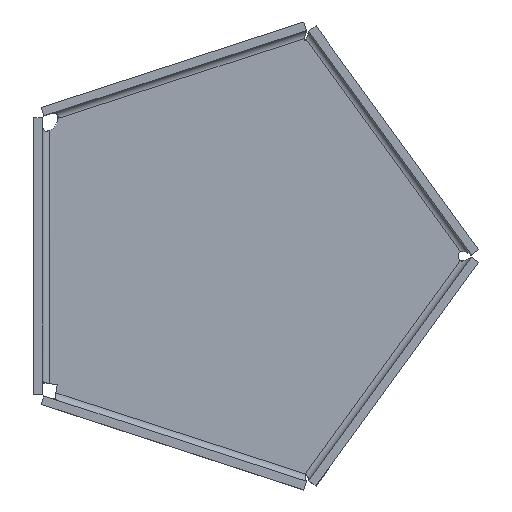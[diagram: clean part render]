
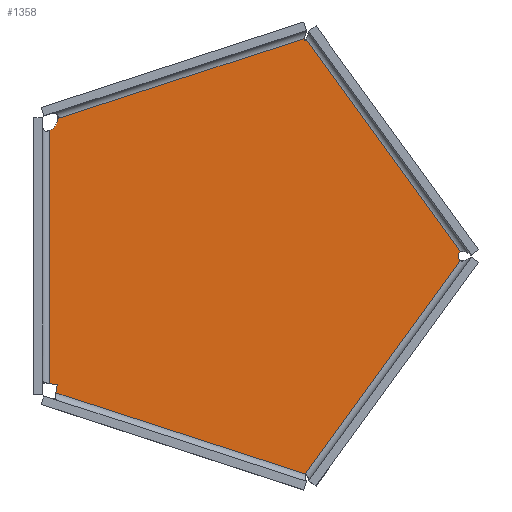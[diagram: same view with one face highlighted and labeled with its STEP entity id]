
A CAD part, top view. The second image highlights one B-rep face of the part: STEP entity #1358.
In plain terms, the highlighted planar face has unit normal (0, 0, 1).
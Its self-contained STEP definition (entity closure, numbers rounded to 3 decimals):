
#9 = AXIS2_PLACEMENT_3D ( 'NONE', #360, #523, #877 ) ;
#46 = CIRCLE ( 'NONE', #249, 6. ) ;
#48 = LINE ( 'NONE', #715, #1334 ) ;
#70 = EDGE_CURVE ( 'NONE', #207, #1414, #1152, .T. ) ;
#78 = VECTOR ( 'NONE', #1332, 1000. ) ;
#84 = EDGE_CURVE ( 'NONE', #244, #207, #813, .T. ) ;
#138 = ORIENTED_EDGE ( 'NONE', *, *, #713, .T. ) ;
#159 = ORIENTED_EDGE ( 'NONE', *, *, #84, .T. ) ;
#169 = ORIENTED_EDGE ( 'NONE', *, *, #70, .T. ) ;
#181 = VECTOR ( 'NONE', #623, 1000. ) ;
#204 = CARTESIAN_POINT ( 'NONE',  ( -82.583, -56.84, 0. ) ) ;
#207 = VERTEX_POINT ( 'NONE', #204 ) ;
#244 = VERTEX_POINT ( 'NONE', #261 ) ;
#249 = AXIS2_PLACEMENT_3D ( 'NONE', #632, #1942, #789 ) ;
#260 = CARTESIAN_POINT ( 'NONE',  ( 99.578, 0., 0. ) ) ;
#261 = CARTESIAN_POINT ( 'NONE',  ( -82.583, 55.96, 0. ) ) ;
#302 = ORIENTED_EDGE ( 'NONE', *, *, #938, .T. ) ;
#324 = CIRCLE ( 'NONE', #9, 2.5 ) ;
#340 = ORIENTED_EDGE ( 'NONE', *, *, #1199, .T. ) ;
#360 = CARTESIAN_POINT ( 'NONE',  ( 102.078, 0., 0. ) ) ;
#365 = VECTOR ( 'NONE', #1685, 1000. ) ;
#377 = VERTEX_POINT ( 'NONE', #980 ) ;
#400 = CIRCLE ( 'NONE', #503, 0.5 ) ;
#401 = ORIENTED_EDGE ( 'NONE', *, *, #947, .T. ) ;
#410 = ORIENTED_EDGE ( 'NONE', *, *, #1280, .T. ) ;
#428 = AXIS2_PLACEMENT_3D ( 'NONE', #1124, #1608, #1934 ) ;
#443 = CARTESIAN_POINT ( 'NONE',  ( -79.577, -60.977, 0. ) ) ;
#459 = EDGE_CURVE ( 'NONE', #1660, #1322, #324, .T. ) ;
#466 = VECTOR ( 'NONE', #1568, 1000. ) ;
#467 = DIRECTION ( 'NONE',  ( 0., 0., 1. ) ) ;
#503 = AXIS2_PLACEMENT_3D ( 'NONE', #744, #2065, #907 ) ;
#506 = CARTESIAN_POINT ( 'NONE',  ( 31.907, 96.582, 0. ) ) ;
#523 = DIRECTION ( 'NONE',  ( 0., 0., -1. ) ) ;
#577 = CARTESIAN_POINT ( 'NONE',  ( -82.583, -60., 0. ) ) ;
#623 = DIRECTION ( 'NONE',  ( -0.951, -0.309, 0. ) ) ;
#632 = CARTESIAN_POINT ( 'NONE',  ( -84.732, 61.562, 0. ) ) ;
#642 = VERTEX_POINT ( 'NONE', #933 ) ;
#687 = VERTEX_POINT ( 'NONE', #747 ) ;
#713 = EDGE_CURVE ( 'NONE', #763, #244, #46, .T. ) ;
#714 = VERTEX_POINT ( 'NONE', #1773 ) ;
#715 = CARTESIAN_POINT ( 'NONE',  ( 31.544, -97.082, 0. ) ) ;
#744 = CARTESIAN_POINT ( 'NONE',  ( 31.432, 96.737, 0. ) ) ;
#747 = CARTESIAN_POINT ( 'NONE',  ( 100.609, 2.023, 0. ) ) ;
#763 = VERTEX_POINT ( 'NONE', #1620 ) ;
#789 = DIRECTION ( 'NONE',  ( -1., 0., 0. ) ) ;
#813 = LINE ( 'NONE', #1300, #2100 ) ;
#856 = AXIS2_PLACEMENT_3D ( 'NONE', #1158, #467, #1829 ) ;
#877 = DIRECTION ( 'NONE',  ( -1., 0., 0. ) ) ;
#907 = DIRECTION ( 'NONE',  ( -1., 0., 0. ) ) ;
#933 = CARTESIAN_POINT ( 'NONE',  ( 30.932, 96.737, 0. ) ) ;
#938 = EDGE_CURVE ( 'NONE', #1414, #1320, #1882, .T. ) ;
#946 = EDGE_CURVE ( 'NONE', #1320, #377, #2083, .T. ) ;
#947 = EDGE_CURVE ( 'NONE', #642, #714, #400, .T. ) ;
#965 = CARTESIAN_POINT ( 'NONE',  ( 100.609, -2.023, 0. ) ) ;
#980 = CARTESIAN_POINT ( 'NONE',  ( 31.544, -97.082, 0. ) ) ;
#1003 = ORIENTED_EDGE ( 'NONE', *, *, #1266, .T. ) ;
#1031 = CARTESIAN_POINT ( 'NONE',  ( 102.078, 0., 0. ) ) ;
#1032 = CIRCLE ( 'NONE', #428, 2.5 ) ;
#1071 = ORIENTED_EDGE ( 'NONE', *, *, #1229, .T. ) ;
#1087 = LINE ( 'NONE', #1955, #181 ) ;
#1101 = CARTESIAN_POINT ( 'NONE',  ( -68.208, 10.803, 0. ) ) ;
#1124 = CARTESIAN_POINT ( 'NONE',  ( 102.078, 0., 0. ) ) ;
#1142 = CARTESIAN_POINT ( 'NONE',  ( -10.803, -68.208, 0. ) ) ;
#1151 = VERTEX_POINT ( 'NONE', #506 ) ;
#1152 = LINE ( 'NONE', #1142, #78 ) ;
#1158 = CARTESIAN_POINT ( 'NONE',  ( 0., 0., 0. ) ) ;
#1170 = FACE_OUTER_BOUND ( 'NONE', #1201, .T. ) ;
#1199 = EDGE_CURVE ( 'NONE', #687, #1151, #1537, .T. ) ;
#1201 = EDGE_LOOP ( 'NONE', ( #340, #1071, #401, #1003, #138, #159, #169, #302, #1811, #1730, #1856, #410 ) ) ;
#1229 = EDGE_CURVE ( 'NONE', #1151, #642, #1756, .T. ) ;
#1266 = EDGE_CURVE ( 'NONE', #714, #763, #1087, .T. ) ;
#1280 = EDGE_CURVE ( 'NONE', #1322, #687, #1032, .T. ) ;
#1300 = CARTESIAN_POINT ( 'NONE',  ( -82.583, 60., 0. ) ) ;
#1320 = VERTEX_POINT ( 'NONE', #443 ) ;
#1322 = VERTEX_POINT ( 'NONE', #260 ) ;
#1332 = DIRECTION ( 'NONE',  ( 0.988, -0.156, 0. ) ) ;
#1334 = VECTOR ( 'NONE', #1721, 1000. ) ;
#1341 = VECTOR ( 'NONE', #1762, 1000. ) ;
#1358 = ADVANCED_FACE ( 'NONE', ( #1170 ), #1966, .T. ) ;
#1414 = VERTEX_POINT ( 'NONE', #1480 ) ;
#1419 = CARTESIAN_POINT ( 'NONE',  ( 31.432, 96.737, 0. ) ) ;
#1449 = DIRECTION ( 'NONE',  ( -1., 0., 0. ) ) ;
#1480 = CARTESIAN_POINT ( 'NONE',  ( -79.012, -57.405, 0. ) ) ;
#1507 = DIRECTION ( 'NONE',  ( 0., -1., 0. ) ) ;
#1537 = LINE ( 'NONE', #1031, #365 ) ;
#1568 = DIRECTION ( 'NONE',  ( -0.156, -0.988, 0. ) ) ;
#1608 = DIRECTION ( 'NONE',  ( 0., 0., -1. ) ) ;
#1620 = CARTESIAN_POINT ( 'NONE',  ( -78.74, 61.248, 0. ) ) ;
#1660 = VERTEX_POINT ( 'NONE', #965 ) ;
#1685 = DIRECTION ( 'NONE',  ( -0.588, 0.809, 0. ) ) ;
#1721 = DIRECTION ( 'NONE',  ( 0.588, 0.809, 0. ) ) ;
#1730 = ORIENTED_EDGE ( 'NONE', *, *, #1849, .T. ) ;
#1756 = CIRCLE ( 'NONE', #1857, 0.5 ) ;
#1762 = DIRECTION ( 'NONE',  ( 0.951, -0.309, 0. ) ) ;
#1773 = CARTESIAN_POINT ( 'NONE',  ( 30.956, 96.891, 0. ) ) ;
#1811 = ORIENTED_EDGE ( 'NONE', *, *, #946, .T. ) ;
#1829 = DIRECTION ( 'NONE',  ( 1., 0., 0. ) ) ;
#1849 = EDGE_CURVE ( 'NONE', #377, #1660, #48, .T. ) ;
#1856 = ORIENTED_EDGE ( 'NONE', *, *, #459, .T. ) ;
#1857 = AXIS2_PLACEMENT_3D ( 'NONE', #1419, #1926, #1449 ) ;
#1882 = LINE ( 'NONE', #1101, #466 ) ;
#1926 = DIRECTION ( 'NONE',  ( 0., 0., -1. ) ) ;
#1934 = DIRECTION ( 'NONE',  ( -1., 0., 0. ) ) ;
#1942 = DIRECTION ( 'NONE',  ( 0., 0., -1. ) ) ;
#1955 = CARTESIAN_POINT ( 'NONE',  ( 31.544, 97.082, 0. ) ) ;
#1966 = PLANE ( 'NONE',  #856 ) ;
#2065 = DIRECTION ( 'NONE',  ( 0., 0., -1. ) ) ;
#2083 = LINE ( 'NONE', #577, #1341 ) ;
#2100 = VECTOR ( 'NONE', #1507, 1000. ) ;
